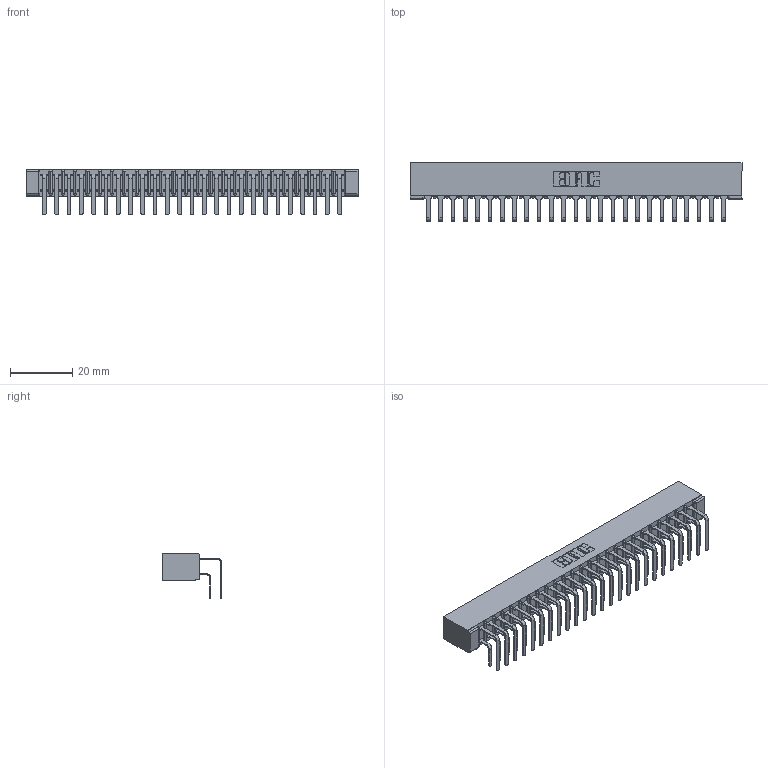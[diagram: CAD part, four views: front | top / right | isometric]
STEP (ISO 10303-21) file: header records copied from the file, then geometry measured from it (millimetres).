
FILE_DESCRIPTION (( 'STEP AP203' ), '1' );
FILE_NAME ('357-050-558-201.STEP', '2019-09-19T02:57:02', ( '' ), ( '' ), 'SwSTEP 2.0', 'SolidWorks 2016', '' );
FILE_SCHEMA (( 'CONFIG_CONTROL_DESIGN' ));
Length unit declared in the file: inch
Products named in the file (4): 307 Part_No Mounting Lugs; 357-050-558-201; 307-290-001_558 - 2 (Single); 307-290-001_558 559 - 1 (Single)
Assembly tree (51 placements, depth 2):
  357-050-558-201
    307 Part_No Mounting Lugs
    307-290-001_558 559 - 1 (Single)  x25
    307-290-001_558 - 2 (Single)  x25
Bounding box: 106.93 x 18.96 x 14.81 mm (x, y, z)
Volume: 7449.1 mm3; surface area: 15031.8 mm2
Topology: 51 solids, 51 shells, 2636 faces, 7399 edges, 4794 vertices
Faces by surface type: plane 1716, cylinder 868, sphere 52
Entity records: 25497 total; most frequent: CARTESIAN_POINT 4175, ORIENTED_EDGE 4134, DIRECTION 4095, EDGE_CURVE 2067, VECTOR 1579, LINE 1579, VERTEX_POINT 1338, AXIS2_PLACEMENT_3D 1258
